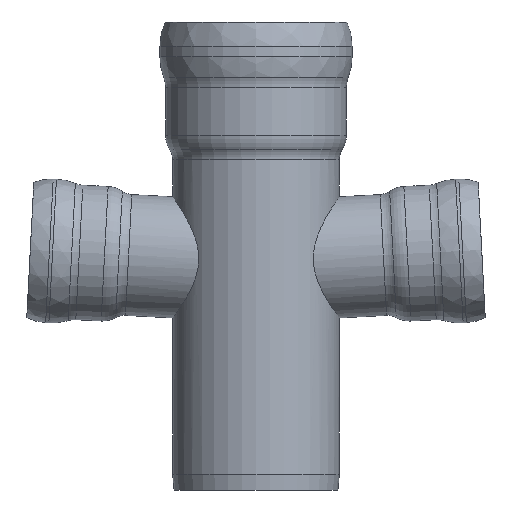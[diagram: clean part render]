
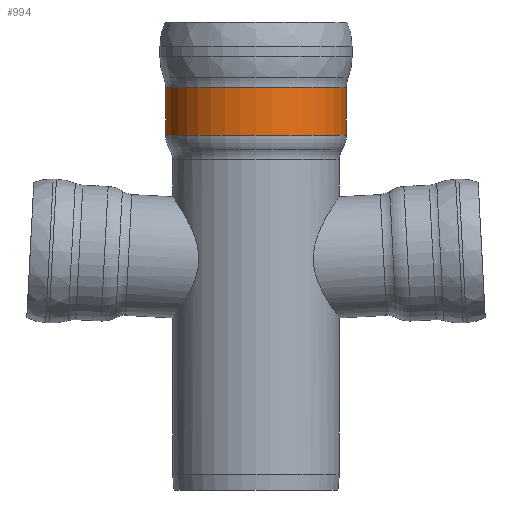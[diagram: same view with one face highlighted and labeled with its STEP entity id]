
A CAD part, front view. The second image highlights one B-rep face of the part: STEP entity #994.
In plain terms, the highlighted cylindrical face has radius 396 mm (diameter 792 mm), a full revolution.
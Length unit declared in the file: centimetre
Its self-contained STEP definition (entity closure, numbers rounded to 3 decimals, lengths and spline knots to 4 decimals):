
#73=CIRCLE('',#1075,39.6);
#74=CIRCLE('',#1076,39.6);
#75=CIRCLE('',#1078,39.6);
#76=CIRCLE('',#1079,39.6);
#195=FACE_OUTER_BOUND('',#255,.T.);
#255=EDGE_LOOP('',(#708,#709,#710,#711,#712,#713));
#314=LINE('',#2218,#339);
#339=VECTOR('',#1285,39.6);
#407=VERTEX_POINT('',#2208);
#408=VERTEX_POINT('',#2210);
#409=VERTEX_POINT('',#2214);
#410=VERTEX_POINT('',#2215);
#522=EDGE_CURVE('',#408,#407,#73,.T.);
#523=EDGE_CURVE('',#407,#408,#74,.T.);
#524=EDGE_CURVE('',#409,#410,#75,.T.);
#525=EDGE_CURVE('',#410,#409,#76,.T.);
#526=EDGE_CURVE('',#410,#408,#314,.T.);
#708=ORIENTED_EDGE('',*,*,#524,.F.);
#709=ORIENTED_EDGE('',*,*,#525,.F.);
#710=ORIENTED_EDGE('',*,*,#526,.T.);
#711=ORIENTED_EDGE('',*,*,#522,.T.);
#712=ORIENTED_EDGE('',*,*,#523,.T.);
#713=ORIENTED_EDGE('',*,*,#526,.F.);
#964=CYLINDRICAL_SURFACE('',#1077,39.6);
#994=ADVANCED_FACE('',(#195),#964,.T.);
#1075=AXIS2_PLACEMENT_3D('',#2211,#1275,#1276);
#1076=AXIS2_PLACEMENT_3D('',#2212,#1277,#1278);
#1077=AXIS2_PLACEMENT_3D('',#2213,#1279,#1280);
#1078=AXIS2_PLACEMENT_3D('',#2216,#1281,#1282);
#1079=AXIS2_PLACEMENT_3D('',#2217,#1283,#1284);
#1275=DIRECTION('center_axis',(0.,0.,-1.));
#1276=DIRECTION('ref_axis',(1.,0.,0.));
#1277=DIRECTION('center_axis',(0.,0.,-1.));
#1278=DIRECTION('ref_axis',(1.,0.,0.));
#1279=DIRECTION('center_axis',(0.,0.,-1.));
#1280=DIRECTION('ref_axis',(-1.,0.,0.));
#1281=DIRECTION('center_axis',(0.,0.,-1.));
#1282=DIRECTION('ref_axis',(1.,0.,0.));
#1283=DIRECTION('center_axis',(0.,0.,-1.));
#1284=DIRECTION('ref_axis',(1.,0.,0.));
#1285=DIRECTION('',(0.,0.,1.));
#2208=CARTESIAN_POINT('',(0.,-39.6,-4.9144));
#2210=CARTESIAN_POINT('',(39.6,0.,-4.9144));
#2211=CARTESIAN_POINT('Origin',(0.,0.,-4.9144));
#2212=CARTESIAN_POINT('Origin',(0.,0.,-4.9144));
#2213=CARTESIAN_POINT('Origin',(0.,0.,-15.385));
#2214=CARTESIAN_POINT('',(0.,-39.6,-25.8556));
#2215=CARTESIAN_POINT('',(39.6,0.,-25.8556));
#2216=CARTESIAN_POINT('Origin',(0.,0.,-25.8556));
#2217=CARTESIAN_POINT('Origin',(0.,0.,-25.8556));
#2218=CARTESIAN_POINT('',(39.6,0.,-15.385));
